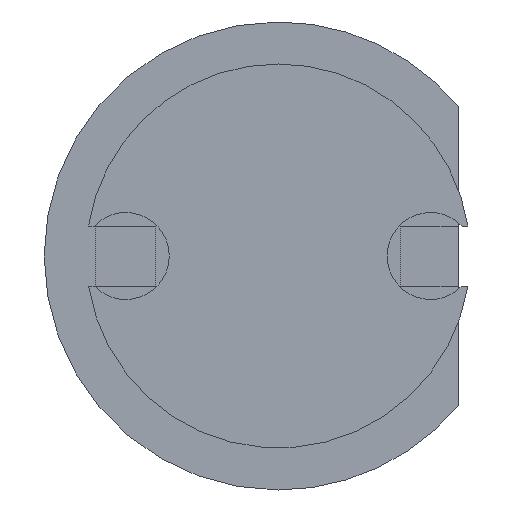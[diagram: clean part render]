
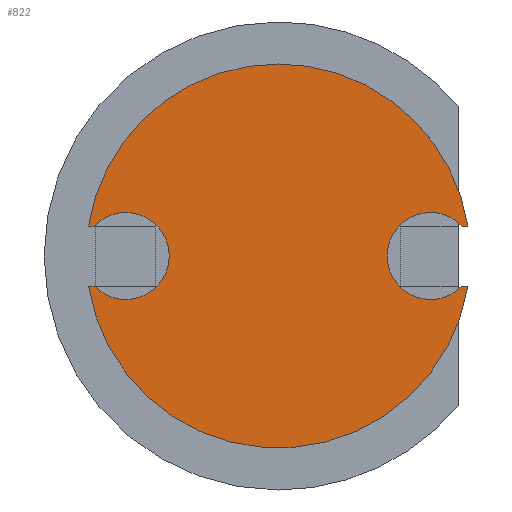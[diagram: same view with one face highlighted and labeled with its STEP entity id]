
A CAD part, front view. The second image highlights one B-rep face of the part: STEP entity #822.
In plain terms, the highlighted planar face has unit normal (0, -1, 0).
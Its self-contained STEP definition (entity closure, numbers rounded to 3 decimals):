
#9 = VERTEX_POINT ( 'NONE', #232 ) ;
#11 = LINE ( 'NONE', #782, #1078 ) ;
#16 = VERTEX_POINT ( 'NONE', #903 ) ;
#22 = CARTESIAN_POINT ( 'NONE',  ( 1.533, -6.35, -0.25 ) ) ;
#38 = AXIS2_PLACEMENT_3D ( 'NONE', #1030, #1248, #1040 ) ;
#39 = DIRECTION ( 'NONE',  ( 0., 0., -1. ) ) ;
#45 = DIRECTION ( 'NONE',  ( 0., -1., 0. ) ) ;
#56 = VERTEX_POINT ( 'NONE', #366 ) ;
#93 = DIRECTION ( 'NONE',  ( -1., 0., 0. ) ) ;
#104 = ORIENTED_EDGE ( 'NONE', *, *, #583, .F. ) ;
#123 = VERTEX_POINT ( 'NONE', #1050 ) ;
#127 = DIRECTION ( 'NONE',  ( 0., 0., -1. ) ) ;
#129 = EDGE_CURVE ( 'NONE', #705, #16, #641, .T. ) ;
#141 = EDGE_CURVE ( 'NONE', #906, #788, #863, .T. ) ;
#151 = VECTOR ( 'NONE', #1305, 1000. ) ;
#161 = DIRECTION ( 'NONE',  ( 1., 0., 0. ) ) ;
#164 = AXIS2_PLACEMENT_3D ( 'NONE', #382, #1176, #389 ) ;
#203 = AXIS2_PLACEMENT_3D ( 'NONE', #262, #803, #127 ) ;
#232 = CARTESIAN_POINT ( 'NONE',  ( 0., -6.35, 1.6 ) ) ;
#241 = CIRCLE ( 'NONE', #1257, 0.362 ) ;
#252 = DIRECTION ( 'NONE',  ( 0., -1., 0. ) ) ;
#262 = CARTESIAN_POINT ( 'NONE',  ( 1.27, -6.35, 0. ) ) ;
#288 = ORIENTED_EDGE ( 'NONE', *, *, #304, .T. ) ;
#297 = EDGE_CURVE ( 'NONE', #56, #981, #350, .T. ) ;
#304 = EDGE_CURVE ( 'NONE', #123, #705, #397, .T. ) ;
#332 = AXIS2_PLACEMENT_3D ( 'NONE', #907, #567, #688 ) ;
#337 = EDGE_LOOP ( 'NONE', ( #1460, #428, #918, #288, #745, #533, #738, #1464, #1293, #604, #848, #104, #955 ) ) ;
#338 = CARTESIAN_POINT ( 'NONE',  ( 1.58, -6.35, 0.25 ) ) ;
#350 = CIRCLE ( 'NONE', #819, 0.362 ) ;
#356 = CARTESIAN_POINT ( 'NONE',  ( 1.58, -6.35, -0.25 ) ) ;
#364 = CARTESIAN_POINT ( 'NONE',  ( -1.27, -6.35, 0. ) ) ;
#366 = CARTESIAN_POINT ( 'NONE',  ( -1.27, -6.35, -0.362 ) ) ;
#382 = CARTESIAN_POINT ( 'NONE',  ( 1.27, -6.35, 0. ) ) ;
#389 = DIRECTION ( 'NONE',  ( 0., 0., -1. ) ) ;
#390 = CIRCLE ( 'NONE', #332, 1.6 ) ;
#397 = CIRCLE ( 'NONE', #1356, 0.362 ) ;
#408 = VERTEX_POINT ( 'NONE', #741 ) ;
#412 = LINE ( 'NONE', #1008, #883 ) ;
#428 = ORIENTED_EDGE ( 'NONE', *, *, #141, .F. ) ;
#438 = CARTESIAN_POINT ( 'NONE',  ( -1.58, -6.35, -0.25 ) ) ;
#439 = EDGE_CURVE ( 'NONE', #809, #1069, #1355, .T. ) ;
#443 = DIRECTION ( 'NONE',  ( 0., 0., -1. ) ) ;
#454 = DIRECTION ( 'NONE',  ( 0., -1., 0. ) ) ;
#461 = PLANE ( 'NONE',  #38 ) ;
#469 = CARTESIAN_POINT ( 'NONE',  ( 0., -6.35, 0. ) ) ;
#493 = AXIS2_PLACEMENT_3D ( 'NONE', #1423, #45, #759 ) ;
#533 = ORIENTED_EDGE ( 'NONE', *, *, #1209, .T. ) ;
#565 = CARTESIAN_POINT ( 'NONE',  ( -1.27, -6.35, 0. ) ) ;
#567 = DIRECTION ( 'NONE',  ( 0., -1., 0. ) ) ;
#574 = CARTESIAN_POINT ( 'NONE',  ( -1.58, -6.35, 0.25 ) ) ;
#583 = EDGE_CURVE ( 'NONE', #809, #56, #241, .T. ) ;
#604 = ORIENTED_EDGE ( 'NONE', *, *, #697, .F. ) ;
#608 = CARTESIAN_POINT ( 'NONE',  ( -1.27, -6.35, 0.362 ) ) ;
#619 = CIRCLE ( 'NONE', #164, 0.362 ) ;
#641 = CIRCLE ( 'NONE', #203, 0.362 ) ;
#650 = VERTEX_POINT ( 'NONE', #338 ) ;
#663 = CARTESIAN_POINT ( 'NONE',  ( 1.27, -6.35, 0.362 ) ) ;
#666 = CIRCLE ( 'NONE', #493, 1.6 ) ;
#678 = EDGE_CURVE ( 'NONE', #408, #853, #412, .T. ) ;
#688 = DIRECTION ( 'NONE',  ( 0., 0., -1. ) ) ;
#697 = EDGE_CURVE ( 'NONE', #981, #408, #899, .T. ) ;
#705 = VERTEX_POINT ( 'NONE', #663 ) ;
#738 = ORIENTED_EDGE ( 'NONE', *, *, #1294, .T. ) ;
#741 = CARTESIAN_POINT ( 'NONE',  ( -1.533, -6.35, 0.25 ) ) ;
#745 = ORIENTED_EDGE ( 'NONE', *, *, #129, .T. ) ;
#759 = DIRECTION ( 'NONE',  ( 0., 0., -1. ) ) ;
#782 = CARTESIAN_POINT ( 'NONE',  ( 0., -6.35, 0.25 ) ) ;
#788 = VERTEX_POINT ( 'NONE', #356 ) ;
#803 = DIRECTION ( 'NONE',  ( 0., 1., 0. ) ) ;
#807 = DIRECTION ( 'NONE',  ( 0., 0., -1. ) ) ;
#809 = VERTEX_POINT ( 'NONE', #1139 ) ;
#819 = AXIS2_PLACEMENT_3D ( 'NONE', #364, #252, #807 ) ;
#820 = DIRECTION ( 'NONE',  ( 0., 1., 0. ) ) ;
#822 = ADVANCED_FACE ( 'NONE', ( #1378 ), #461, .T. ) ;
#841 = CARTESIAN_POINT ( 'NONE',  ( 0., -6.35, -0.25 ) ) ;
#848 = ORIENTED_EDGE ( 'NONE', *, *, #297, .F. ) ;
#853 = VERTEX_POINT ( 'NONE', #574 ) ;
#863 = LINE ( 'NONE', #1409, #1137 ) ;
#883 = VECTOR ( 'NONE', #93, 1000. ) ;
#899 = CIRCLE ( 'NONE', #951, 0.362 ) ;
#903 = CARTESIAN_POINT ( 'NONE',  ( 1.533, -6.35, 0.25 ) ) ;
#906 = VERTEX_POINT ( 'NONE', #22 ) ;
#907 = CARTESIAN_POINT ( 'NONE',  ( 0., -6.35, 0. ) ) ;
#918 = ORIENTED_EDGE ( 'NONE', *, *, #1480, .T. ) ;
#951 = AXIS2_PLACEMENT_3D ( 'NONE', #565, #1457, #443 ) ;
#955 = ORIENTED_EDGE ( 'NONE', *, *, #439, .T. ) ;
#981 = VERTEX_POINT ( 'NONE', #608 ) ;
#1008 = CARTESIAN_POINT ( 'NONE',  ( 0., -6.35, 0.25 ) ) ;
#1020 = DIRECTION ( 'NONE',  ( 1., 0., 0. ) ) ;
#1021 = AXIS2_PLACEMENT_3D ( 'NONE', #469, #454, #1244 ) ;
#1030 = CARTESIAN_POINT ( 'NONE',  ( 0., -6.35, 0. ) ) ;
#1040 = DIRECTION ( 'NONE',  ( 0., 0., -1. ) ) ;
#1050 = CARTESIAN_POINT ( 'NONE',  ( 1.27, -6.35, -0.362 ) ) ;
#1069 = VERTEX_POINT ( 'NONE', #438 ) ;
#1078 = VECTOR ( 'NONE', #1020, 1000. ) ;
#1137 = VECTOR ( 'NONE', #161, 1000. ) ;
#1139 = CARTESIAN_POINT ( 'NONE',  ( -1.533, -6.35, -0.25 ) ) ;
#1173 = CARTESIAN_POINT ( 'NONE',  ( 1.27, -6.35, 0. ) ) ;
#1176 = DIRECTION ( 'NONE',  ( 0., 1., 0. ) ) ;
#1188 = CIRCLE ( 'NONE', #1021, 1.6 ) ;
#1189 = EDGE_CURVE ( 'NONE', #1069, #788, #1188, .T. ) ;
#1204 = DIRECTION ( 'NONE',  ( 0., 0., -1. ) ) ;
#1209 = EDGE_CURVE ( 'NONE', #16, #650, #11, .T. ) ;
#1244 = DIRECTION ( 'NONE',  ( 0., 0., -1. ) ) ;
#1248 = DIRECTION ( 'NONE',  ( 0., -1., 0. ) ) ;
#1257 = AXIS2_PLACEMENT_3D ( 'NONE', #1316, #1436, #1204 ) ;
#1293 = ORIENTED_EDGE ( 'NONE', *, *, #678, .F. ) ;
#1294 = EDGE_CURVE ( 'NONE', #650, #9, #390, .T. ) ;
#1305 = DIRECTION ( 'NONE',  ( -1., 0., 0. ) ) ;
#1316 = CARTESIAN_POINT ( 'NONE',  ( -1.27, -6.35, 0. ) ) ;
#1355 = LINE ( 'NONE', #841, #151 ) ;
#1356 = AXIS2_PLACEMENT_3D ( 'NONE', #1173, #820, #39 ) ;
#1378 = FACE_OUTER_BOUND ( 'NONE', #337, .T. ) ;
#1409 = CARTESIAN_POINT ( 'NONE',  ( 0., -6.35, -0.25 ) ) ;
#1423 = CARTESIAN_POINT ( 'NONE',  ( 0., -6.35, 0. ) ) ;
#1436 = DIRECTION ( 'NONE',  ( 0., -1., 0. ) ) ;
#1448 = EDGE_CURVE ( 'NONE', #9, #853, #666, .T. ) ;
#1457 = DIRECTION ( 'NONE',  ( 0., -1., 0. ) ) ;
#1460 = ORIENTED_EDGE ( 'NONE', *, *, #1189, .T. ) ;
#1464 = ORIENTED_EDGE ( 'NONE', *, *, #1448, .T. ) ;
#1480 = EDGE_CURVE ( 'NONE', #906, #123, #619, .T. ) ;
